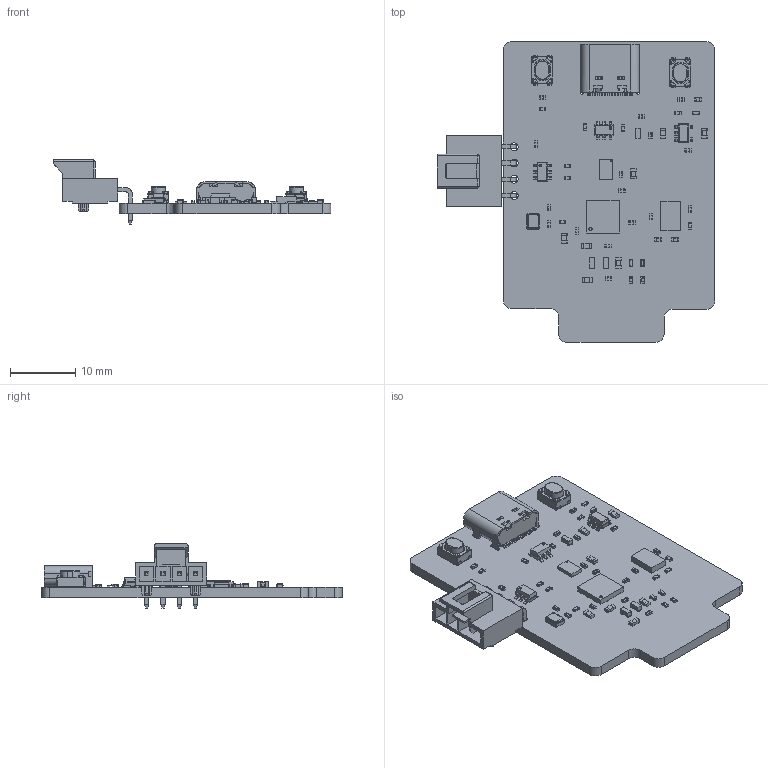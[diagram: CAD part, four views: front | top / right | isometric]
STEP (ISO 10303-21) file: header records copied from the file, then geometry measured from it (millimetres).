
FILE_DESCRIPTION(('Open CASCADE Model'),'2;1');
FILE_NAME('Open CASCADE Shape Model','2023-06-08T16:44:43',('Author'),( 'Open CASCADE'),'Open CASCADE STEP processor 6.8','Open CASCADE 6.8' ,'Unknown');
FILE_SCHEMA(('AUTOMOTIVE_DESIGN { 1 0 10303 214 1 1 1 1 }'));
Length unit declared in the file: millimetre
Products named in the file (76): PCB; Board; Open CASCADE STEP translator 6.8 1.1.1; X1; XTAL-2520; U4; BMI088; U3; 5966754192; Body; Open_CASCADE_STEP_translator_6.8_13.1.1; Leader; U2; QFN32-5x5; U1; USON_8L_2X3_ISSI; SW2; SKRPANE010_RGB14277081; SW1; R13; R0402; R12; R11; R10; R9; R8; R7; R6; R5; R4; R3; R2; R1; L3; L0603; L2; L1; J2; 105313-1104_RGB8421504; Open CASCADE STEP translator 6.8 1.25.1.1 ...
Assembly tree (118 placements, depth 5):
  PCB
    Board
      Open CASCADE STEP translator 6.8 1.1.1
    X1
      XTAL-2520
    U4
      BMI088
    U3
      5966754192
        Body
          Open_CASCADE_STEP_translator_6.8_13.1.1
        Leader  x5
    U2
      QFN32-5x5
    U1
      USON_8L_2X3_ISSI
    SW2
      SKRPANE010_RGB14277081
    SW1
      SKRPANE010_RGB14277081
    R13
      R0402
    R12
      R0402
    R11
      R0402
    R10
      R0402
    R9
      R0402
    R8
      R0402
    R7
      R0402
    R6
      R0402
    R5
      R0402
    R4
      R0402
    R3
      R0402
    R2
      R0402
    R1
      R0402
    L3
      L0603
    L2
      L0603
    L1
      L0603
    J2
      105313-1104_RGB8421504
        Open CASCADE STEP translator 6.8 1.25.1.1
        Open CASCADE STEP translator 6.8 1.25.1.2
    J1
      TYPE-C-31-M-12
        TYPE-C-31-M-12
    D5
Bounding box: 42.65 x 46.2 x 9.84 mm (x, y, z)
Volume: 2733 mm3; surface area: 4900.7 mm2
Topology: 131 solids, 131 shells, 4684 faces, 11350 edges, 6816 vertices
Faces by surface type: plane 2660, cylinder 1326, bspline 428, revolution 128, sphere 106, cone 28, torus 8
Full cylindrical faces by diameter (mm): 0.155 x1, 0.6 x2, 1.2 x4
Entity records: 74053 total; most frequent: CARTESIAN_POINT 12927, ORIENTED_EDGE 10482, DIRECTION 10479, EDGE_CURVE 5241, LINE 4079, VECTOR 4079, VERTEX_POINT 3298, AXIS2_PLACEMENT_3D 3196
